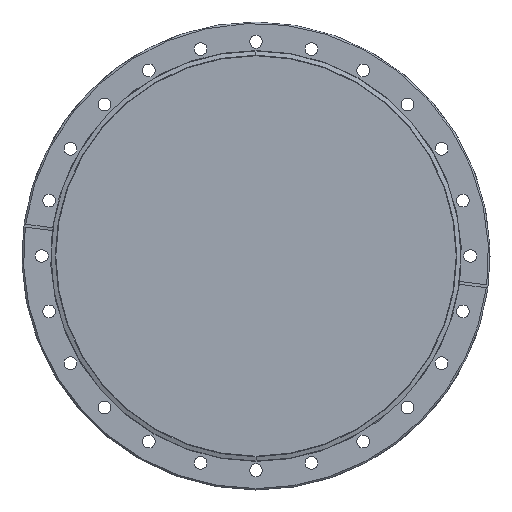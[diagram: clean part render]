
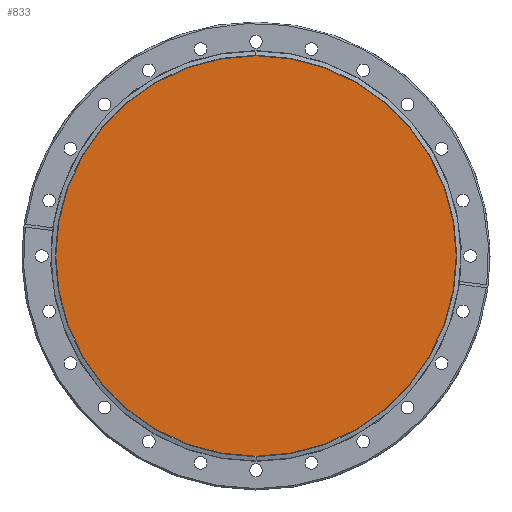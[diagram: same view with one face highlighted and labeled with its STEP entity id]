
A CAD part, left-side view. The second image highlights one B-rep face of the part: STEP entity #833.
In plain terms, the highlighted planar face has unit normal (-1, 0, 0).
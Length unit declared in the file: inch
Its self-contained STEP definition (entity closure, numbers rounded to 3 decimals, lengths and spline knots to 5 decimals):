
#276 = DIRECTION ( 'NONE',  ( -1., 0., 0. ) ) ;
#370 = DIRECTION ( 'NONE',  ( 0., 0., -1. ) ) ;
#398 = DIRECTION ( 'NONE',  ( 1., 0., 0. ) ) ;
#563 = VERTEX_POINT ( 'NONE', #717 ) ;
#644 = CIRCLE ( 'NONE', #2166, 4.265 ) ;
#717 = CARTESIAN_POINT ( 'NONE',  ( 0.051, 0., 4.265 ) ) ;
#825 = CARTESIAN_POINT ( 'NONE',  ( 0.051, 0., 0. ) ) ;
#833 = ADVANCED_FACE ( 'NONE', ( #2037 ), #1626, .F. ) ;
#950 = CARTESIAN_POINT ( 'NONE',  ( 0.051, 0., -4.265 ) ) ;
#985 = AXIS2_PLACEMENT_3D ( 'NONE', #2142, #276, #1112 ) ;
#1112 = DIRECTION ( 'NONE',  ( 0., 0., -1. ) ) ;
#1234 = AXIS2_PLACEMENT_3D ( 'NONE', #2470, #398, #370 ) ;
#1374 = EDGE_CURVE ( 'NONE', #563, #1762, #1597, .T. ) ;
#1492 = EDGE_LOOP ( 'NONE', ( #2443, #2302 ) ) ;
#1498 = DIRECTION ( 'NONE',  ( 0., 0., -1. ) ) ;
#1597 = CIRCLE ( 'NONE', #985, 4.265 ) ;
#1626 = PLANE ( 'NONE',  #1234 ) ;
#1762 = VERTEX_POINT ( 'NONE', #950 ) ;
#1878 = DIRECTION ( 'NONE',  ( -1., 0., 0. ) ) ;
#2037 = FACE_OUTER_BOUND ( 'NONE', #1492, .T. ) ;
#2101 = EDGE_CURVE ( 'NONE', #1762, #563, #644, .T. ) ;
#2142 = CARTESIAN_POINT ( 'NONE',  ( 0.051, 0., 0. ) ) ;
#2166 = AXIS2_PLACEMENT_3D ( 'NONE', #825, #1878, #1498 ) ;
#2302 = ORIENTED_EDGE ( 'NONE', *, *, #1374, .T. ) ;
#2443 = ORIENTED_EDGE ( 'NONE', *, *, #2101, .T. ) ;
#2470 = CARTESIAN_POINT ( 'NONE',  ( 0.051, 4.27, 0. ) ) ;
